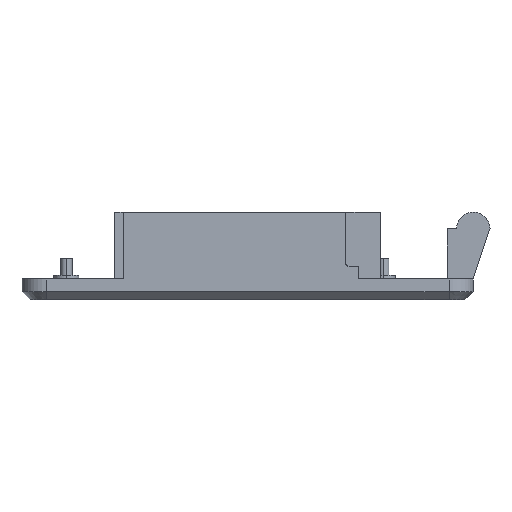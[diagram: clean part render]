
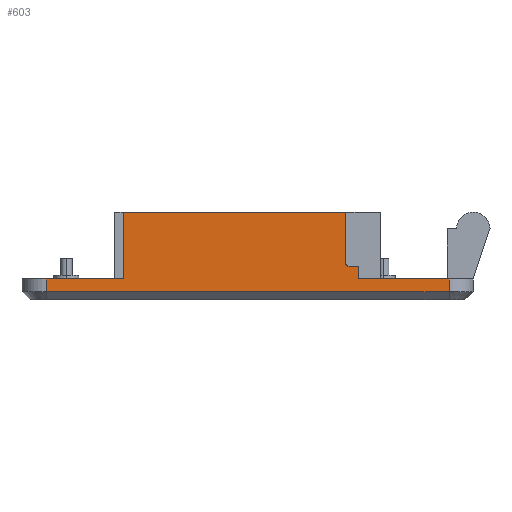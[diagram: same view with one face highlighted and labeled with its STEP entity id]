
A CAD part, left-side view. The second image highlights one B-rep face of the part: STEP entity #603.
In plain terms, the highlighted planar face has unit normal (-1, 0, 0).
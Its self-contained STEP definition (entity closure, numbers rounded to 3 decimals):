
#71 = EDGE_LOOP ( 'NONE', ( #1574, #1575, #1576, #1577, #1578, #1579, #1580, #1581, #1582, #1585, #1703, #1704 ) ) ;
#603 = ADVANCED_FACE ( 'NONE', ( #2092 ), #2357, .T. ) ;
#1013 = VERTEX_POINT ( 'NONE', #3219 ) ;
#1017 = VERTEX_POINT ( 'NONE', #3223 ) ;
#1021 = VERTEX_POINT ( 'NONE', #3227 ) ;
#1029 = VERTEX_POINT ( 'NONE', #3235 ) ;
#1037 = VERTEX_POINT ( 'NONE', #3243 ) ;
#1198 = EDGE_CURVE ( 'NONE', #1021, #1017, #4297, .T. ) ;
#1211 = EDGE_CURVE ( 'NONE', #1013, #1029, #4322, .T. ) ;
#1235 = EDGE_CURVE ( 'NONE', #1029, #1037, #4371, .T. ) ;
#1292 = EDGE_CURVE ( 'NONE', #1321, #1021, #4467, .T. ) ;
#1321 = VERTEX_POINT ( 'NONE', #4168 ) ;
#1324 = VERTEX_POINT ( 'NONE', #4171 ) ;
#1325 = VERTEX_POINT ( 'NONE', #4172 ) ;
#1326 = VERTEX_POINT ( 'NONE', #4173 ) ;
#1329 = VERTEX_POINT ( 'NONE', #4176 ) ;
#1330 = VERTEX_POINT ( 'NONE', #4177 ) ;
#1331 = VERTEX_POINT ( 'NONE', #4178 ) ;
#1574 = ORIENTED_EDGE ( 'NONE', *, *, #1586, .F. ) ;
#1575 = ORIENTED_EDGE ( 'NONE', *, *, #1587, .T. ) ;
#1576 = ORIENTED_EDGE ( 'NONE', *, *, #1588, .F. ) ;
#1577 = ORIENTED_EDGE ( 'NONE', *, *, #1589, .T. ) ;
#1578 = ORIENTED_EDGE ( 'NONE', *, *, #1590, .F. ) ;
#1579 = ORIENTED_EDGE ( 'NONE', *, *, #1211, .T. ) ;
#1580 = ORIENTED_EDGE ( 'NONE', *, *, #1235, .T. ) ;
#1581 = ORIENTED_EDGE ( 'NONE', *, *, #1591, .F. ) ;
#1582 = ORIENTED_EDGE ( 'NONE', *, *, #1592, .F. ) ;
#1585 = ORIENTED_EDGE ( 'NONE', *, *, #1593, .F. ) ;
#1586 = EDGE_CURVE ( 'NONE', #1324, #1017, #4481, .T. ) ;
#1587 = EDGE_CURVE ( 'NONE', #1324, #1329, #4476, .T. ) ;
#1588 = EDGE_CURVE ( 'NONE', #1326, #1329, #4474, .T. ) ;
#1589 = EDGE_CURVE ( 'NONE', #1326, #1331, #4480, .T. ) ;
#1590 = EDGE_CURVE ( 'NONE', #1013, #1331, #4484, .T. ) ;
#1591 = EDGE_CURVE ( 'NONE', #1330, #1037, #4483, .T. ) ;
#1592 = EDGE_CURVE ( 'NONE', #1325, #1330, #4486, .T. ) ;
#1593 = EDGE_CURVE ( 'NONE', #1321, #1325, #4478, .T. ) ;
#1694 = AXIS2_PLACEMENT_3D ( 'NONE', #2359, #2364, #2365 ) ;
#1703 = ORIENTED_EDGE ( 'NONE', *, *, #1292, .T. ) ;
#1704 = ORIENTED_EDGE ( 'NONE', *, *, #1198, .T. ) ;
#2092 = FACE_OUTER_BOUND ( 'NONE', #71, .T. ) ;
#2357 = PLANE ( 'NONE',  #1694 ) ;
#2359 = CARTESIAN_POINT ( 'NONE',  ( -42.02, 92.734, -161.876 ) ) ;
#2364 = DIRECTION ( 'NONE',  ( -1., 0., 0. ) ) ;
#2365 = DIRECTION ( 'NONE',  ( 0., 0., 1. ) ) ;
#3219 = CARTESIAN_POINT ( 'NONE',  ( -42.02, 119.175, -140.975 ) ) ;
#3223 = CARTESIAN_POINT ( 'NONE',  ( -42.02, 116.075, -156.975 ) ) ;
#3227 = CARTESIAN_POINT ( 'NONE',  ( -42.02, 94.475, -156.975 ) ) ;
#3235 = CARTESIAN_POINT ( 'NONE',  ( -42.02, 172.475, -140.975 ) ) ;
#3243 = CARTESIAN_POINT ( 'NONE',  ( -42.02, 172.475, -156.975 ) ) ;
#3797 = AXIS2_PLACEMENT_3D ( 'NONE', #4211, #4212, #4213 ) ;
#3798 = AXIS2_PLACEMENT_3D ( 'NONE', #4216, #4217, #4218 ) ;
#3935 = CARTESIAN_POINT ( 'NONE',  ( -42.02, 92.734, -156.975 ) ) ;
#3936 = DIRECTION ( 'NONE',  ( 0., 1., 0. ) ) ;
#3959 = CARTESIAN_POINT ( 'NONE',  ( -42.02, 92.734, -140.975 ) ) ;
#3964 = DIRECTION ( 'NONE',  ( 0., 1., 0. ) ) ;
#4012 = CARTESIAN_POINT ( 'NONE',  ( -42.02, 172.475, -161.876 ) ) ;
#4013 = DIRECTION ( 'NONE',  ( 0., 0., -1. ) ) ;
#4139 = CARTESIAN_POINT ( 'NONE',  ( -42.02, 94.475, -161.876 ) ) ;
#4140 = DIRECTION ( 'NONE',  ( 0., 0., 1. ) ) ;
#4168 = CARTESIAN_POINT ( 'NONE',  ( -42.02, 94.475, -159.975 ) ) ;
#4171 = CARTESIAN_POINT ( 'NONE',  ( -42.02, 116.075, -154.375 ) ) ;
#4172 = CARTESIAN_POINT ( 'NONE',  ( -42.02, 190.875, -159.975 ) ) ;
#4173 = CARTESIAN_POINT ( 'NONE',  ( -42.02, 118.675, -153.875 ) ) ;
#4176 = CARTESIAN_POINT ( 'NONE',  ( -42.02, 116.575, -153.875 ) ) ;
#4177 = CARTESIAN_POINT ( 'NONE',  ( -42.02, 190.875, -156.975 ) ) ;
#4178 = CARTESIAN_POINT ( 'NONE',  ( -42.02, 119.175, -153.375 ) ) ;
#4203 = CARTESIAN_POINT ( 'NONE',  ( -42.02, 116.075, -156.975 ) ) ;
#4206 = CARTESIAN_POINT ( 'NONE',  ( -42.02, 116.075, -153.875 ) ) ;
#4207 = DIRECTION ( 'NONE',  ( 0., -1., 0. ) ) ;
#4208 = DIRECTION ( 'NONE',  ( 0., 0., -1. ) ) ;
#4209 = CARTESIAN_POINT ( 'NONE',  ( -42.02, 119.175, -140.975 ) ) ;
#4210 = DIRECTION ( 'NONE',  ( 0., 0., -1. ) ) ;
#4211 = CARTESIAN_POINT ( 'NONE',  ( -42.02, 116.575, -154.375 ) ) ;
#4212 = DIRECTION ( 'NONE',  ( -1., 0., 0. ) ) ;
#4213 = DIRECTION ( 'NONE',  ( 0., 0., 1. ) ) ;
#4215 = CARTESIAN_POINT ( 'NONE',  ( -42.02, 192.816, -159.975 ) ) ;
#4216 = CARTESIAN_POINT ( 'NONE',  ( -42.02, 118.675, -153.375 ) ) ;
#4217 = DIRECTION ( 'NONE',  ( 1., 0., 0. ) ) ;
#4218 = DIRECTION ( 'NONE',  ( 0., 0., 1. ) ) ;
#4219 = CARTESIAN_POINT ( 'NONE',  ( -42.02, 131.014, -156.975 ) ) ;
#4220 = DIRECTION ( 'NONE',  ( 0., -1., 0. ) ) ;
#4221 = CARTESIAN_POINT ( 'NONE',  ( -42.02, 190.875, -162.476 ) ) ;
#4223 = DIRECTION ( 'NONE',  ( 0., 0., 1. ) ) ;
#4224 = DIRECTION ( 'NONE',  ( 0., 1., 0. ) ) ;
#4297 = LINE ( 'NONE', #3935, #4301 ) ;
#4301 = VECTOR ( 'NONE', #3936, 1000. ) ;
#4322 = LINE ( 'NONE', #3959, #4327 ) ;
#4327 = VECTOR ( 'NONE', #3964, 1000. ) ;
#4371 = LINE ( 'NONE', #4012, #4374 ) ;
#4374 = VECTOR ( 'NONE', #4013, 1000. ) ;
#4467 = LINE ( 'NONE', #4139, #4472 ) ;
#4472 = VECTOR ( 'NONE', #4140, 1000. ) ;
#4474 = LINE ( 'NONE', #4206, #4485 ) ;
#4476 = CIRCLE ( 'NONE', #3797, 0.5 ) ;
#4478 = LINE ( 'NONE', #4215, #4491 ) ;
#4479 = VECTOR ( 'NONE', #4208, 1000. ) ;
#4480 = CIRCLE ( 'NONE', #3798, 0.5 ) ;
#4481 = LINE ( 'NONE', #4203, #4479 ) ;
#4482 = VECTOR ( 'NONE', #4210, 1000. ) ;
#4483 = LINE ( 'NONE', #4219, #4487 ) ;
#4484 = LINE ( 'NONE', #4209, #4482 ) ;
#4485 = VECTOR ( 'NONE', #4207, 1000. ) ;
#4486 = LINE ( 'NONE', #4221, #4489 ) ;
#4487 = VECTOR ( 'NONE', #4220, 1000. ) ;
#4489 = VECTOR ( 'NONE', #4223, 1000. ) ;
#4491 = VECTOR ( 'NONE', #4224, 1000. ) ;
